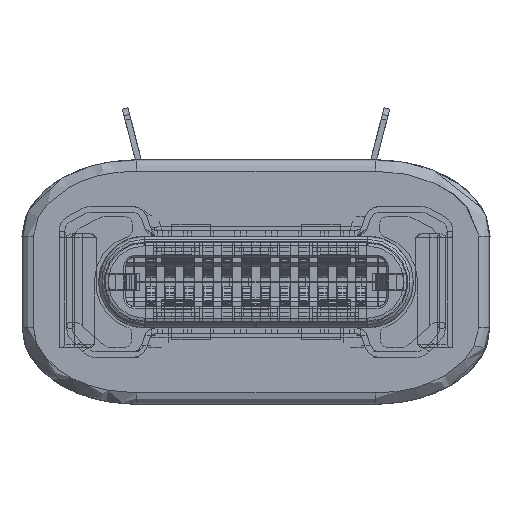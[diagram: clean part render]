
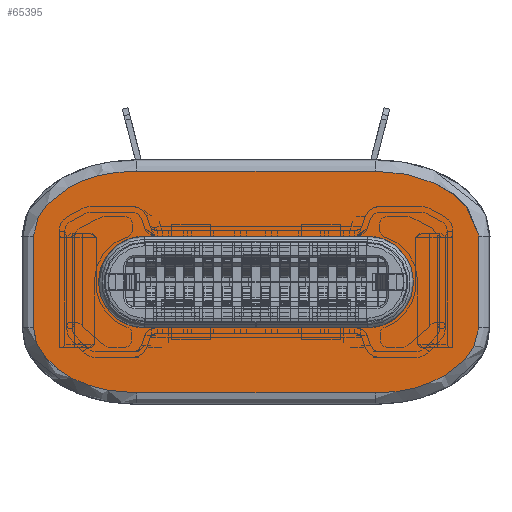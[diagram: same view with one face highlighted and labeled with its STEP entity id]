
A CAD part, front view. The second image highlights one B-rep face of the part: STEP entity #65395.
In plain terms, the highlighted face is planar.
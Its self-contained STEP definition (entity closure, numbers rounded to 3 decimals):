
#62816=CARTESIAN_POINT('',(20.503,7.8,
-1.982));
#62817=CARTESIAN_POINT('',(20.577,7.8,
-1.893));
#62818=CARTESIAN_POINT('',(20.701,7.8,
-1.715));
#62819=CARTESIAN_POINT('',(20.804,7.8,
-1.445));
#62820=CARTESIAN_POINT('',(20.826,7.8,
-1.28));
#62821=CARTESIAN_POINT('',(20.825,7.8,-1.2));
#62823=CARTESIAN_POINT('',(19.822,7.8,
-2.516));
#62824=CARTESIAN_POINT('',(19.918,7.8,
-2.465));
#62825=CARTESIAN_POINT('',(20.096,7.8,
-2.358));
#62826=CARTESIAN_POINT('',(20.327,7.8,
-2.172));
#62827=CARTESIAN_POINT('',(20.449,7.8,-2.047));
#62828=CARTESIAN_POINT('',(20.503,7.8,
-1.982));
#62830=CARTESIAN_POINT('',(19.822,7.8,
-2.516));
#62840=CARTESIAN_POINT('',(18.125,7.8,-2.9));
#62841=CARTESIAN_POINT('',(18.351,7.8,
-2.898));
#62842=CARTESIAN_POINT('',(18.779,7.8,
-2.867));
#62843=CARTESIAN_POINT('',(19.348,7.8,
-2.728));
#62844=CARTESIAN_POINT('',(19.673,7.8,
-2.595));
#62845=CARTESIAN_POINT('',(19.822,7.8,
-2.516));
#62870=DIRECTION('',(1.,0.,0.));
#62871=VECTOR('',#62870,6.25);
#62872=CARTESIAN_POINT('',(11.875,7.8,-2.9));
#62873=LINE('',#62872,#62871);
#62902=CARTESIAN_POINT('',(9.175,7.8,-1.2));
#62903=CARTESIAN_POINT('',(9.174,7.8,
-1.279));
#62904=CARTESIAN_POINT('',(9.194,7.8,
-1.44));
#62905=CARTESIAN_POINT('',(9.281,7.8,
-1.691));
#62906=CARTESIAN_POINT('',(9.449,7.8,
-1.955));
#62907=CARTESIAN_POINT('',(9.694,7.8,
-2.21));
#62908=CARTESIAN_POINT('',(9.978,7.8,
-2.415));
#62909=CARTESIAN_POINT('',(10.359,7.8,
-2.613));
#62910=CARTESIAN_POINT('',(10.791,7.8,
-2.77));
#62911=CARTESIAN_POINT('',(11.287,7.8,
-2.875));
#62912=CARTESIAN_POINT('',(11.671,7.8,
-2.899));
#62913=CARTESIAN_POINT('',(11.875,7.8,-2.9));
#62919=DIRECTION('',(0.,0.,-1.));
#62920=VECTOR('',#62919,2.4);
#62921=CARTESIAN_POINT('',(9.175,7.8,1.2));
#62922=LINE('',#62921,#62920);
#62923=CARTESIAN_POINT('',(11.875,7.8,2.9));
#62924=CARTESIAN_POINT('',(11.719,7.8,2.898));
#62925=CARTESIAN_POINT('',(11.42,7.8,2.882));
#62926=CARTESIAN_POINT('',(11.014,7.8,2.817));
#62927=CARTESIAN_POINT('',(10.651,7.8,2.719));
#62928=CARTESIAN_POINT('',(10.437,7.8,2.637));
#62929=CARTESIAN_POINT('',(10.337,7.8,2.592));
#62955=CARTESIAN_POINT('',(9.176,7.8,1.239));
#62956=CARTESIAN_POINT('',(9.175,7.8,1.232));
#62957=CARTESIAN_POINT('',(9.175,7.8,1.22));
#62958=CARTESIAN_POINT('',(9.175,7.8,1.206));
#62959=CARTESIAN_POINT('',(9.175,7.8,1.2));
#62961=CARTESIAN_POINT('',(9.176,7.8,1.239));
#62969=CARTESIAN_POINT('',(10.337,7.8,2.592));
#62971=CARTESIAN_POINT('',(10.337,7.8,2.592));
#62972=CARTESIAN_POINT('',(10.214,7.8,2.537));
#62973=CARTESIAN_POINT('',(9.985,7.8,2.417));
#62974=CARTESIAN_POINT('',(9.694,7.8,2.198));
#62975=CARTESIAN_POINT('',(9.46,7.8,1.955));
#62976=CARTESIAN_POINT('',(9.299,7.8,1.711));
#62977=CARTESIAN_POINT('',(9.203,7.8,1.47));
#62978=CARTESIAN_POINT('',(9.178,7.8,1.315));
#62979=CARTESIAN_POINT('',(9.176,7.8,1.239));
#62981=DIRECTION('',(-1.,0.,0.));
#62982=VECTOR('',#62981,6.25);
#62983=CARTESIAN_POINT('',(18.125,7.8,2.9));
#62984=LINE('',#62983,#62982);
#62994=CARTESIAN_POINT('',(20.825,7.8,1.2));
#62995=CARTESIAN_POINT('',(20.826,7.8,1.279));
#62996=CARTESIAN_POINT('',(20.806,7.8,1.44));
#62997=CARTESIAN_POINT('',(20.716,7.8,1.691));
#62998=CARTESIAN_POINT('',(20.555,7.8,1.946));
#62999=CARTESIAN_POINT('',(20.306,7.8,2.205));
#63000=CARTESIAN_POINT('',(20.004,7.8,2.423));
#63001=CARTESIAN_POINT('',(19.629,7.8,2.619));
#63002=CARTESIAN_POINT('',(19.21,7.8,2.77));
#63003=CARTESIAN_POINT('',(18.717,7.8,2.876));
#63004=CARTESIAN_POINT('',(18.331,7.8,2.899));
#63005=CARTESIAN_POINT('',(18.125,7.8,2.9));
#63030=DIRECTION('',(0.,0.,1.));
#63031=VECTOR('',#63030,2.4);
#63032=CARTESIAN_POINT('',(20.825,7.8,-1.2));
#63033=LINE('',#63032,#63031);
#65135=CARTESIAN_POINT('',(11.875,7.8,-2.9));
#65136=CARTESIAN_POINT('',(18.125,7.8,-2.9));
#65137=VERTEX_POINT('',#65135);
#65138=VERTEX_POINT('',#65136);
#65139=VERTEX_POINT('',#62902);
#65140=CARTESIAN_POINT('',(9.175,7.8,1.2));
#65141=VERTEX_POINT('',#65140);
#65142=CARTESIAN_POINT('',(18.125,7.8,2.9));
#65143=CARTESIAN_POINT('',(11.875,7.8,2.9));
#65144=VERTEX_POINT('',#65142);
#65145=VERTEX_POINT('',#65143);
#65146=VERTEX_POINT('',#62994);
#65147=CARTESIAN_POINT('',(20.825,7.8,-1.2));
#65148=VERTEX_POINT('',#65147);
#65312=VERTEX_POINT('',#62961);
#65313=VERTEX_POINT('',#62969);
#65314=VERTEX_POINT('',#62830);
#65315=VERTEX_POINT('',#62816);
#65364=CARTESIAN_POINT('',(19.125,7.8,1.2));
#65365=DIRECTION('',(0.,-1.,0.));
#65366=DIRECTION('',(0.,0.,-1.));
#65367=AXIS2_PLACEMENT_3D('',#65364,#65365,#65366);
#65368=PLANE('',#65367);
#65370=ORIENTED_EDGE('',*,*,#65369,.T.);
#65372=ORIENTED_EDGE('',*,*,#65371,.T.);
#65374=ORIENTED_EDGE('',*,*,#65373,.T.);
#65376=ORIENTED_EDGE('',*,*,#65375,.T.);
#65378=ORIENTED_EDGE('',*,*,#65377,.T.);
#65380=ORIENTED_EDGE('',*,*,#65379,.T.);
#65382=ORIENTED_EDGE('',*,*,#65381,.T.);
#65384=ORIENTED_EDGE('',*,*,#65383,.T.);
#65386=ORIENTED_EDGE('',*,*,#65385,.T.);
#65388=ORIENTED_EDGE('',*,*,#65387,.T.);
#65390=ORIENTED_EDGE('',*,*,#65389,.T.);
#65392=ORIENTED_EDGE('',*,*,#65391,.T.);
#65393=EDGE_LOOP('',(#65370,#65372,#65374,#65376,#65378,#65380,#65382,#65384,
#65386,#65388,#65390,#65392));
#65394=FACE_OUTER_BOUND('',#65393,.F.);
#62822=B_SPLINE_CURVE_WITH_KNOTS('',3,(#62816,#62817,#62818,#62819,#62820,
#62821),.UNSPECIFIED.,.F.,.F.,(4,1,1,4),(0.,0.333,
0.667,1.),.UNSPECIFIED.);
#62829=B_SPLINE_CURVE_WITH_KNOTS('',3,(#62823,#62824,#62825,#62826,#62827,
#62828),.UNSPECIFIED.,.F.,.F.,(4,1,1,4),(0.,0.333,
0.667,1.),.UNSPECIFIED.);
#62846=B_SPLINE_CURVE_WITH_KNOTS('',3,(#62840,#62841,#62842,#62843,#62844,
#62845),.UNSPECIFIED.,.F.,.F.,(4,1,1,4),(0.,0.333,
0.667,1.),.UNSPECIFIED.);
#62914=B_SPLINE_CURVE_WITH_KNOTS('',3,(#62902,#62903,#62904,#62905,#62906,
#62907,#62908,#62909,#62910,#62911,#62912,#62913),.UNSPECIFIED.,.F.,.F.,(4,1,1,
1,1,1,1,1,1,4),(0.,0.111,0.222,0.333,
0.444,0.556,0.667,0.778,
0.889,1.),.UNSPECIFIED.);
#62930=B_SPLINE_CURVE_WITH_KNOTS('',3,(#62923,#62924,#62925,#62926,#62927,
#62928,#62929),.UNSPECIFIED.,.F.,.F.,(4,1,1,1,4),(0.,0.25,0.5,0.75,
1.),.UNSPECIFIED.);
#62960=B_SPLINE_CURVE_WITH_KNOTS('',3,(#62955,#62956,#62957,#62958,#62959),
.UNSPECIFIED.,.F.,.F.,(4,1,4),(0.,0.5,1.),.UNSPECIFIED.);
#62980=B_SPLINE_CURVE_WITH_KNOTS('',3,(#62971,#62972,#62973,#62974,#62975,
#62976,#62977,#62978,#62979),.UNSPECIFIED.,.F.,.F.,(4,1,1,1,1,1,4),(0.,
0.167,0.333,0.5,0.667,0.833,
1.),.UNSPECIFIED.);
#63006=B_SPLINE_CURVE_WITH_KNOTS('',3,(#62994,#62995,#62996,#62997,#62998,
#62999,#63000,#63001,#63002,#63003,#63004,#63005),.UNSPECIFIED.,.F.,.F.,(4,1,1,
1,1,1,1,1,1,4),(0.,0.111,0.222,0.333,
0.444,0.556,0.667,0.778,
0.889,1.),.UNSPECIFIED.);
#65369=EDGE_CURVE('',#65315,#65148,#62822,.T.);
#65371=EDGE_CURVE('',#65148,#65146,#63033,.T.);
#65373=EDGE_CURVE('',#65146,#65144,#63006,.T.);
#65375=EDGE_CURVE('',#65144,#65145,#62984,.T.);
#65377=EDGE_CURVE('',#65145,#65313,#62930,.T.);
#65379=EDGE_CURVE('',#65313,#65312,#62980,.T.);
#65381=EDGE_CURVE('',#65312,#65141,#62960,.T.);
#65383=EDGE_CURVE('',#65141,#65139,#62922,.T.);
#65385=EDGE_CURVE('',#65139,#65137,#62914,.T.);
#65387=EDGE_CURVE('',#65137,#65138,#62873,.T.);
#65389=EDGE_CURVE('',#65138,#65314,#62846,.T.);
#65391=EDGE_CURVE('',#65314,#65315,#62829,.T.);
#65395=ADVANCED_FACE('',(#65394),#65368,.F.);
